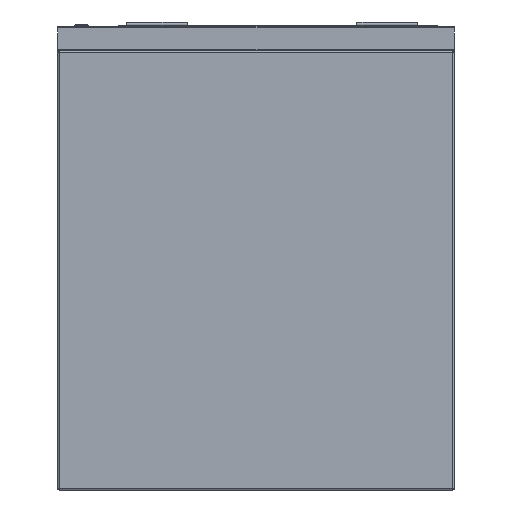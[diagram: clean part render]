
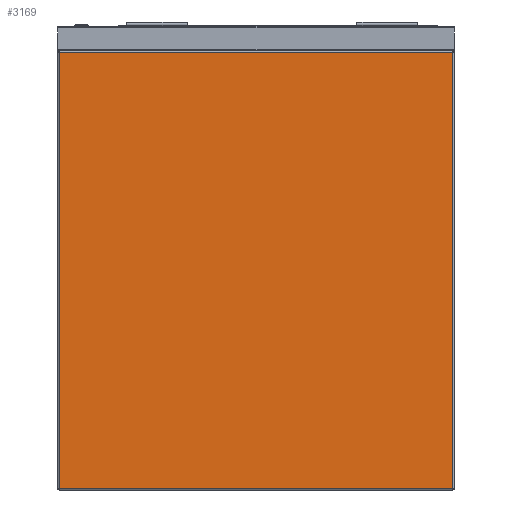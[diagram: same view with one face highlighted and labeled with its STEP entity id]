
A CAD part, left-side view. The second image highlights one B-rep face of the part: STEP entity #3169.
In plain terms, the highlighted planar face has unit normal (-1, 0, 0).
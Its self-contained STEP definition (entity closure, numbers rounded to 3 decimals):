
#584 = DIRECTION ( 'NONE',  ( -1., 0., 0. ) ) ;
#1403 = LINE ( 'NONE', #7564, #16534 ) ;
#1531 = EDGE_LOOP ( 'NONE', ( #13726, #18878, #19286, #18508 ) ) ;
#3169 = ADVANCED_FACE ( 'Fl�che7', ( #3622 ), #16006, .T. ) ;
#3486 = EDGE_CURVE ( 'NONE', #12754, #16531, #18015, .T. ) ;
#3622 = FACE_OUTER_BOUND ( 'NONE', #1531, .T. ) ;
#3660 = EDGE_CURVE ( 'NONE', #17325, #19573, #13567, .T. ) ;
#3886 = EDGE_CURVE ( 'NONE', #16531, #17325, #19698, .T. ) ;
#4332 = DIRECTION ( 'NONE',  ( 0., 0., 1. ) ) ;
#4458 = CARTESIAN_POINT ( 'NONE',  ( -1030., 323., -42. ) ) ;
#4624 = VECTOR ( 'NONE', #13863, 1000. ) ;
#7564 = CARTESIAN_POINT ( 'NONE',  ( -1030., -323., -760. ) ) ;
#10465 = VECTOR ( 'NONE', #14597, 1000. ) ;
#11420 = AXIS2_PLACEMENT_3D ( 'NONE', #14489, #584, #19137 ) ;
#11769 = CARTESIAN_POINT ( 'NONE',  ( -1030., 325., -42. ) ) ;
#11821 = CARTESIAN_POINT ( 'NONE',  ( -1030., 323., -760. ) ) ;
#12007 = DIRECTION ( 'NONE',  ( 0., 0., -1. ) ) ;
#12498 = EDGE_CURVE ( 'NONE', #19573, #12754, #1403, .T. ) ;
#12754 = VERTEX_POINT ( 'NONE', #17693 ) ;
#13567 = LINE ( 'NONE', #19951, #4624 ) ;
#13726 = ORIENTED_EDGE ( 'NONE', *, *, #12498, .T. ) ;
#13863 = DIRECTION ( 'NONE',  ( 0., -1., 0. ) ) ;
#14083 = CARTESIAN_POINT ( 'NONE',  ( -1030., -323., -758. ) ) ;
#14489 = CARTESIAN_POINT ( 'NONE',  ( -1030., -325., -760. ) ) ;
#14597 = DIRECTION ( 'NONE',  ( 0., 1., 0. ) ) ;
#15009 = VECTOR ( 'NONE', #12007, 1000. ) ;
#16006 = PLANE ( 'NONE',  #11420 ) ;
#16531 = VERTEX_POINT ( 'NONE', #4458 ) ;
#16534 = VECTOR ( 'NONE', #4332, 1000. ) ;
#17325 = VERTEX_POINT ( 'NONE', #20016 ) ;
#17693 = CARTESIAN_POINT ( 'NONE',  ( -1030., -323., -42. ) ) ;
#18015 = LINE ( 'NONE', #11769, #10465 ) ;
#18508 = ORIENTED_EDGE ( 'NONE', *, *, #3660, .T. ) ;
#18878 = ORIENTED_EDGE ( 'NONE', *, *, #3486, .T. ) ;
#19137 = DIRECTION ( 'NONE',  ( 0., 0., 1. ) ) ;
#19286 = ORIENTED_EDGE ( 'NONE', *, *, #3886, .T. ) ;
#19573 = VERTEX_POINT ( 'NONE', #14083 ) ;
#19698 = LINE ( 'NONE', #11821, #15009 ) ;
#19951 = CARTESIAN_POINT ( 'NONE',  ( -1030., -325., -758. ) ) ;
#20016 = CARTESIAN_POINT ( 'NONE',  ( -1030., 323., -758. ) ) ;
